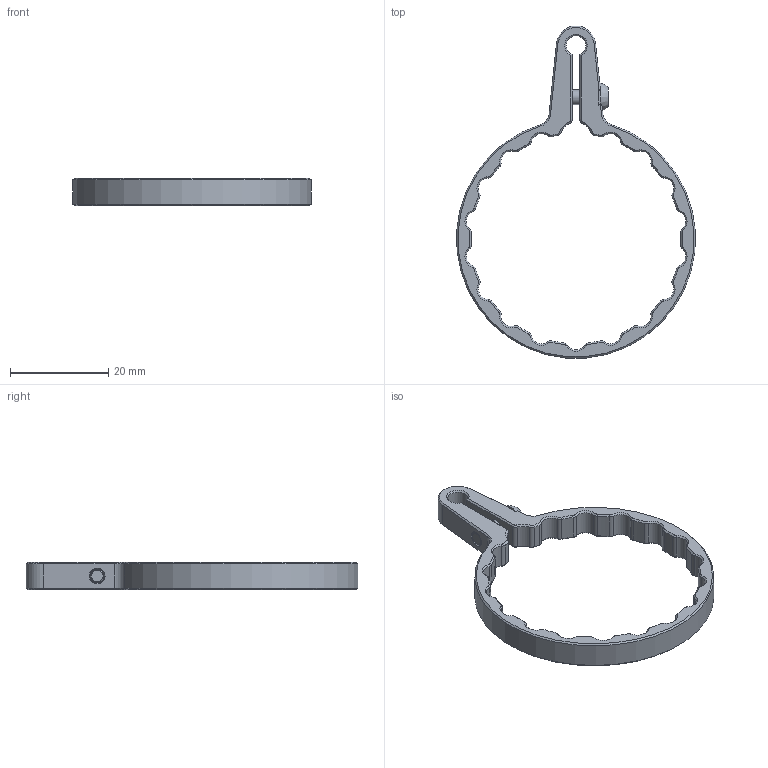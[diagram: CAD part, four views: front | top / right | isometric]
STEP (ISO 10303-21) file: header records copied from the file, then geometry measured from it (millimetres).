
FILE_DESCRIPTION(/* description */ (''),/* implementation_level */ '2;1');
FILE_NAME(/* name */ 'schmidt_bender_pm2_525_throw_lever.step',/* time_stamp */ '2023-11-17T01:27:32+13:00',/* author */ (''),/* organization */ (''),/* preprocessor_version */ 'ST-DEVELOPER v20',/* originating_system */ 'Autodesk Translation Framework v12.14.0.127',/* authorisation */ '');
FILE_SCHEMA (('AUTOMOTIVE_DESIGN { 1 0 10303 214 3 1 1 }'));
Length unit declared in the file: millimetre
Products named in the file (3): schmidt_bender_pm2_525_throw_lever; M3x10 BHCS; schmidt_bender_pm2_525_throw_lever_1
Assembly tree (2 placements, depth 2):
  schmidt_bender_pm2_525_throw_lever
    M3x10 BHCS
    schmidt_bender_pm2_525_throw_lever_1
Bounding box: 48.6 x 67.58 x 5.7 mm (x, y, z)
Volume: 2716.8 mm3; surface area: 3135.6 mm2
Topology: 2 solids, 2 shells, 288 faces, 674 edges, 390 vertices
Faces by surface type: cone 164, cylinder 85, plane 37, bspline 2
Full cylindrical faces by diameter (mm): 2.8 x1, 3 x1, 3.4 x1
Entity records: 8343 total; most frequent: DIRECTION 1595, CARTESIAN_POINT 1463, ORIENTED_EDGE 1346, EDGE_CURVE 673, AXIS2_PLACEMENT_3D 641, VERTEX_POINT 390, CIRCLE 341, LINE 313
